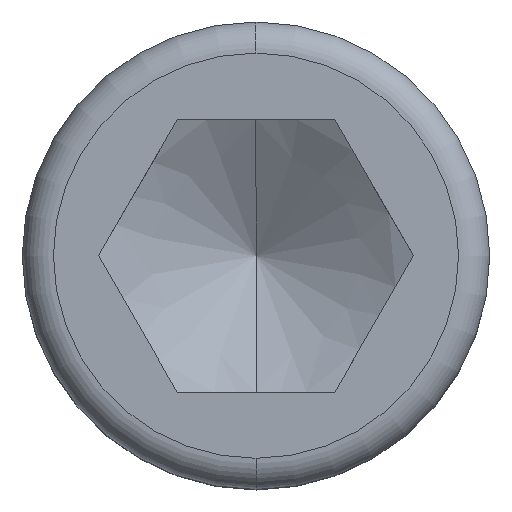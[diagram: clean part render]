
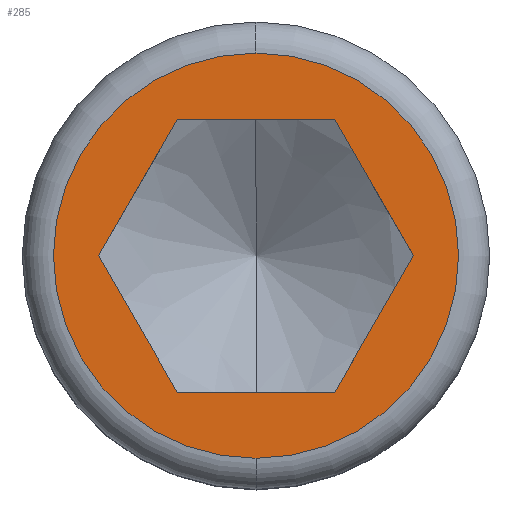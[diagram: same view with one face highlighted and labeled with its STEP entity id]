
A CAD part, top view. The second image highlights one B-rep face of the part: STEP entity #285.
In plain terms, the highlighted planar face has unit normal (0, 0, 1).
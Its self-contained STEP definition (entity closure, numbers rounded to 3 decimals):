
#145=EDGE_CURVE('',#221,#241,#377,.T.);
#189=EDGE_CURVE('',#267,#291,#425,.T.);
#199=EDGE_CURVE('',#291,#267,#436,.T.);
#211=EDGE_CURVE('',#297,#273,#448,.T.);
#221=VERTEX_POINT('',#459);
#227=VERTEX_POINT('',#465);
#241=VERTEX_POINT('',#482);
#253=EDGE_CURVE('',#273,#227,#494,.T.);
#267=VERTEX_POINT('',#511);
#269=EDGE_CURVE('',#331,#297,#513,.T.);
#273=VERTEX_POINT('',#517);
#285=ADVANCED_FACE('',(#530,#531),#532,.T.);
#291=VERTEX_POINT('',#538);
#297=VERTEX_POINT('',#545);
#313=EDGE_CURVE('',#227,#221,#564,.T.);
#325=EDGE_CURVE('',#241,#331,#578,.T.);
#331=VERTEX_POINT('',#584);
#377=LINE('',#636,#637);
#425=CIRCLE('',#707,10.4);
#436=CIRCLE('',#720,10.4);
#448=LINE('',#735,#736);
#459=CARTESIAN_POINT('',(8.085,0.0,16.));
#465=CARTESIAN_POINT('',(4.043,7.002,16.));
#482=CARTESIAN_POINT('',(4.043,-7.002,16.));
#494=LINE('',#812,#813);
#511=CARTESIAN_POINT('',(0.,10.4,16.));
#513=LINE('',#846,#847);
#517=CARTESIAN_POINT('',(-4.043,7.002,16.));
#530=FACE_BOUND('',#873,.T.);
#531=FACE_OUTER_BOUND('',#874,.T.);
#532=PLANE('',#875);
#538=CARTESIAN_POINT('',(0.,-10.4,16.));
#545=CARTESIAN_POINT('',(-8.085,0.0,16.));
#564=LINE('',#933,#934);
#578=LINE('',#951,#952);
#584=CARTESIAN_POINT('',(-4.042,-7.002,16.));
#636=CARTESIAN_POINT('',(5.053,-5.251,16.));
#637=VECTOR('',#1006,1.0);
#707=AXIS2_PLACEMENT_3D('',#1059,#1060,#1061);
#720=AXIS2_PLACEMENT_3D('',#1073,#1074,#1075);
#735=CARTESIAN_POINT('',(-5.053,5.251,16.));
#736=VECTOR('',#1081,1.0);
#812=CARTESIAN_POINT('',(2.021,7.002,16.));
#813=VECTOR('',#1128,1.0);
#846=CARTESIAN_POINT('',(-7.074,-1.75,16.));
#847=VECTOR('',#1157,1.0);
#873=EDGE_LOOP('',(#1175,#1176,#1177,#1178,#1179,#1180));
#874=EDGE_LOOP('',(#1181,#1182));
#875=AXIS2_PLACEMENT_3D('',#1183,#1184,#1185);
#933=CARTESIAN_POINT('',(7.074,1.75,16.));
#934=VECTOR('',#1216,1.0);
#951=CARTESIAN_POINT('',(-2.021,-7.002,16.));
#952=VECTOR('',#1239,1.0);
#1006=DIRECTION('',(-0.5,-0.866,0.0));
#1059=CARTESIAN_POINT('',(0.,0.,16.));
#1060=DIRECTION('',(0.0,0.0,1.0));
#1061=DIRECTION('',(-1.0,0.0,0.0));
#1073=CARTESIAN_POINT('',(0.,0.,16.));
#1074=DIRECTION('',(0.0,0.0,1.0));
#1075=DIRECTION('',(-1.0,0.0,0.0));
#1081=DIRECTION('',(0.5,0.866,0.0));
#1128=DIRECTION('',(1.0,0.0,0.0));
#1157=DIRECTION('',(-0.5,0.866,0.0));
#1175=ORIENTED_EDGE('',*,*,#269,.T.);
#1176=ORIENTED_EDGE('',*,*,#211,.T.);
#1177=ORIENTED_EDGE('',*,*,#253,.T.);
#1178=ORIENTED_EDGE('',*,*,#313,.T.);
#1179=ORIENTED_EDGE('',*,*,#145,.T.);
#1180=ORIENTED_EDGE('',*,*,#325,.T.);
#1181=ORIENTED_EDGE('',*,*,#199,.T.);
#1182=ORIENTED_EDGE('',*,*,#189,.T.);
#1183=CARTESIAN_POINT('',(0.,-10.043,16.));
#1184=DIRECTION('',(0.0,0.0,1.0));
#1185=DIRECTION('',(0.,-1.0,0.0));
#1216=DIRECTION('',(0.5,-0.866,0.0));
#1239=DIRECTION('',(-1.0,0.0,0.0));
